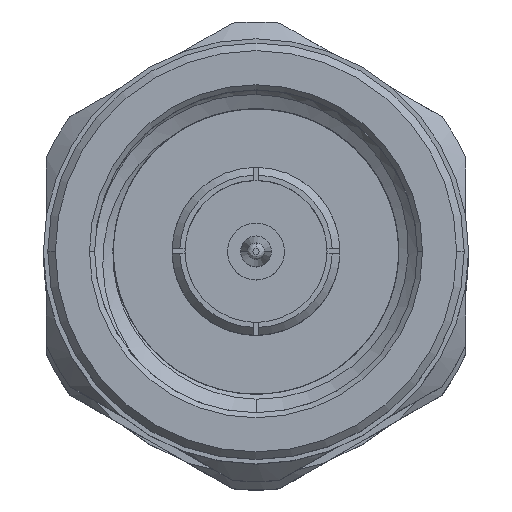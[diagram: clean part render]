
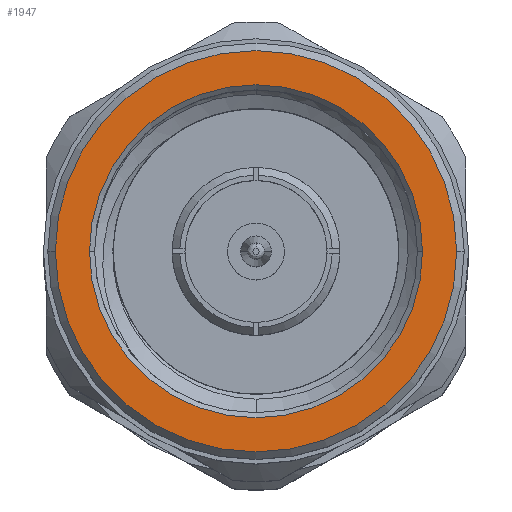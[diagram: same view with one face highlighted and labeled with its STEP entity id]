
A CAD part, top view. The second image highlights one B-rep face of the part: STEP entity #1947.
In plain terms, the highlighted face is planar.
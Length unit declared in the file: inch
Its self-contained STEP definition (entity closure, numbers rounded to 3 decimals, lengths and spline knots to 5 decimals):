
#119 = CARTESIAN_POINT ( 'NONE',  ( 0., 0., 0. ) ) ;
#271 = DIRECTION ( 'NONE',  ( 1., 0., 0. ) ) ;
#364 = VERTEX_POINT ( 'NONE', #2450 ) ;
#374 = ORIENTED_EDGE ( 'NONE', *, *, #1921, .F. ) ;
#455 = EDGE_CURVE ( 'NONE', #2236, #5383, #967, .T. ) ;
#533 = CARTESIAN_POINT ( 'NONE',  ( 0., 0., 0.3225 ) ) ;
#722 = FACE_OUTER_BOUND ( 'NONE', #3638, .T. ) ;
#755 = AXIS2_PLACEMENT_3D ( 'NONE', #5342, #271, #1506 ) ;
#967 = CIRCLE ( 'NONE', #2385, 0.3225 ) ;
#1051 = DIRECTION ( 'NONE',  ( 0., 0., 1. ) ) ;
#1506 = DIRECTION ( 'NONE',  ( 0., 0., -1. ) ) ;
#1510 = EDGE_CURVE ( 'NONE', #4421, #364, #2895, .T. ) ;
#1543 = DIRECTION ( 'NONE',  ( 0., 0., 1. ) ) ;
#1572 = DIRECTION ( 'NONE',  ( -1., 0., 0. ) ) ;
#1921 = EDGE_CURVE ( 'NONE', #364, #4421, #3902, .T. ) ;
#1947 = ADVANCED_FACE ( 'NONE', ( #722, #4184 ), #2794, .T. ) ;
#2197 = AXIS2_PLACEMENT_3D ( 'NONE', #5434, #1572, #1543 ) ;
#2236 = VERTEX_POINT ( 'NONE', #533 ) ;
#2385 = AXIS2_PLACEMENT_3D ( 'NONE', #5455, #4621, #2398 ) ;
#2398 = DIRECTION ( 'NONE',  ( 0., 0., 1. ) ) ;
#2450 = CARTESIAN_POINT ( 'NONE',  ( 0., 0., -0.38863 ) ) ;
#2560 = DIRECTION ( 'NONE',  ( 1., 0., 0. ) ) ;
#2645 = CARTESIAN_POINT ( 'NONE',  ( 0., 0., -0.3225 ) ) ;
#2794 = PLANE ( 'NONE',  #2197 ) ;
#2810 = CARTESIAN_POINT ( 'NONE',  ( 0., 0., 0. ) ) ;
#2895 = CIRCLE ( 'NONE', #4161, 0.38863 ) ;
#2954 = CARTESIAN_POINT ( 'NONE',  ( 0., 0., 0.38863 ) ) ;
#3424 = ORIENTED_EDGE ( 'NONE', *, *, #455, .T. ) ;
#3569 = CIRCLE ( 'NONE', #3840, 0.3225 ) ;
#3638 = EDGE_LOOP ( 'NONE', ( #374, #4844 ) ) ;
#3840 = AXIS2_PLACEMENT_3D ( 'NONE', #2810, #4080, #1051 ) ;
#3902 = CIRCLE ( 'NONE', #755, 0.38863 ) ;
#3960 = DIRECTION ( 'NONE',  ( 0., 0., -1. ) ) ;
#4080 = DIRECTION ( 'NONE',  ( 1., 0., 0. ) ) ;
#4161 = AXIS2_PLACEMENT_3D ( 'NONE', #119, #2560, #3960 ) ;
#4165 = ORIENTED_EDGE ( 'NONE', *, *, #5253, .T. ) ;
#4184 = FACE_BOUND ( 'NONE', #5024, .T. ) ;
#4421 = VERTEX_POINT ( 'NONE', #2954 ) ;
#4621 = DIRECTION ( 'NONE',  ( 1., 0., 0. ) ) ;
#4844 = ORIENTED_EDGE ( 'NONE', *, *, #1510, .F. ) ;
#5024 = EDGE_LOOP ( 'NONE', ( #3424, #4165 ) ) ;
#5253 = EDGE_CURVE ( 'NONE', #5383, #2236, #3569, .T. ) ;
#5342 = CARTESIAN_POINT ( 'NONE',  ( 0., 0., 0. ) ) ;
#5383 = VERTEX_POINT ( 'NONE', #2645 ) ;
#5434 = CARTESIAN_POINT ( 'NONE',  ( 0., 0., 0. ) ) ;
#5455 = CARTESIAN_POINT ( 'NONE',  ( 0., 0., 0. ) ) ;
